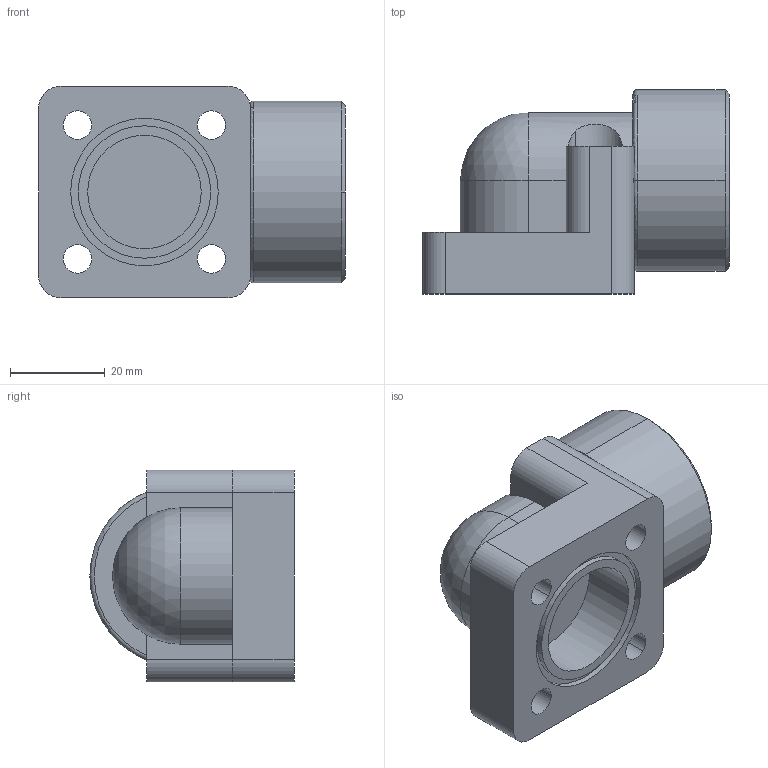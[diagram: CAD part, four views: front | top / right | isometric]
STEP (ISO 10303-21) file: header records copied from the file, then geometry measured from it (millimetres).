
FILE_DESCRIPTION(('STEP AP214'),'1');
FILE_NAME('b1-103.stp','2021-01-28T15:32:34',('TraceParts'),('TraceParts S.A.'),'Spatial InterOp 3D',' ',' ');
FILE_SCHEMA(('AUTOMOTIVE_DESIGN { 1 0 10303 214 1 1 1 1 }'));
Length unit declared in the file: millimetre
Products named in the file (1): b1-103
Bounding box: 64.9 x 43.2 x 44.8 mm (x, y, z)
Volume: 60194.2 mm3; surface area: 15593.3 mm2
Topology: 1 solids, 1 shells, 57 faces, 152 edges, 100 vertices
Faces by surface type: cylinder 30, plane 20, cone 4, torus 2, sphere 1
Entity records: 2056 total; most frequent: CARTESIAN_POINT 551, DIRECTION 331, ORIENTED_EDGE 302, EDGE_CURVE 151, AXIS2_PLACEMENT_3D 132, VERTEX_POINT 100, CIRCLE 74, EDGE_LOOP 69
